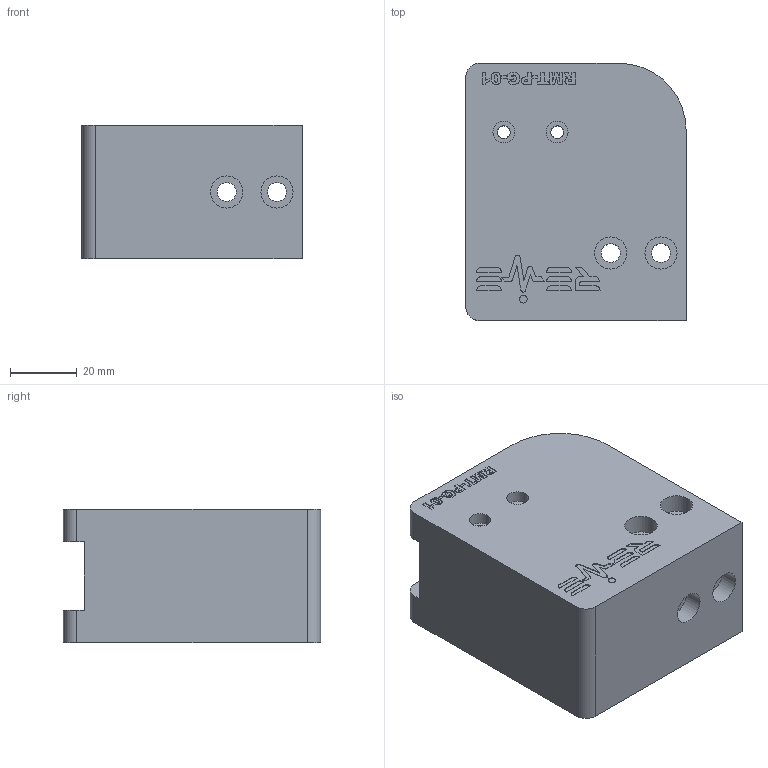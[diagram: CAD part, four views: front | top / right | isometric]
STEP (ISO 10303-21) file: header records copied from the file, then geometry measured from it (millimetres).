
FILE_DESCRIPTION(/* description */ (''),/* implementation_level */ '2;1');
FILE_NAME(/* name */ 'CTTM - Pneumatic Gripper Mounting (RMT-PG-01).step',/* time_stamp */ '2024-02-17T23:07:27+05:00',/* author */ (''),/* organization */ (''),/* preprocessor_version */ 'ST-DEVELOPER v20',/* originating_system */ 'Autodesk Translation Framework v12.20.1.177',/* authorisation */ '');
FILE_SCHEMA (('AUTOMOTIVE_DESIGN { 1 0 10303 214 3 1 1 }'));
Length unit declared in the file: millimetre
Products named in the file (2): CTTM - Pneumatic Gripper Mounting; Component1
Assembly tree (1 placements, depth 2):
  CTTM - Pneumatic Gripper Mounting
    Component1
Bounding box: 65.76 x 76.8 x 40 mm (x, y, z)
Volume: 112650.5 mm3; surface area: 30393.8 mm2
Topology: 1 solids, 1 shells, 472 faces, 1254 edges, 836 vertices
Faces by surface type: plane 257, bspline 138, cylinder 77
Full cylindrical faces by diameter (mm): 2.246 x2, 3.8 x4, 5.65 x6, 6.5 x4, 9.6 x6
Entity records: 16002 total; most frequent: CARTESIAN_POINT 4912, ORIENTED_EDGE 2508, DIRECTION 1808, EDGE_CURVE 1254, VERTEX_POINT 836, LINE 824, VECTOR 824, EDGE_LOOP 544
